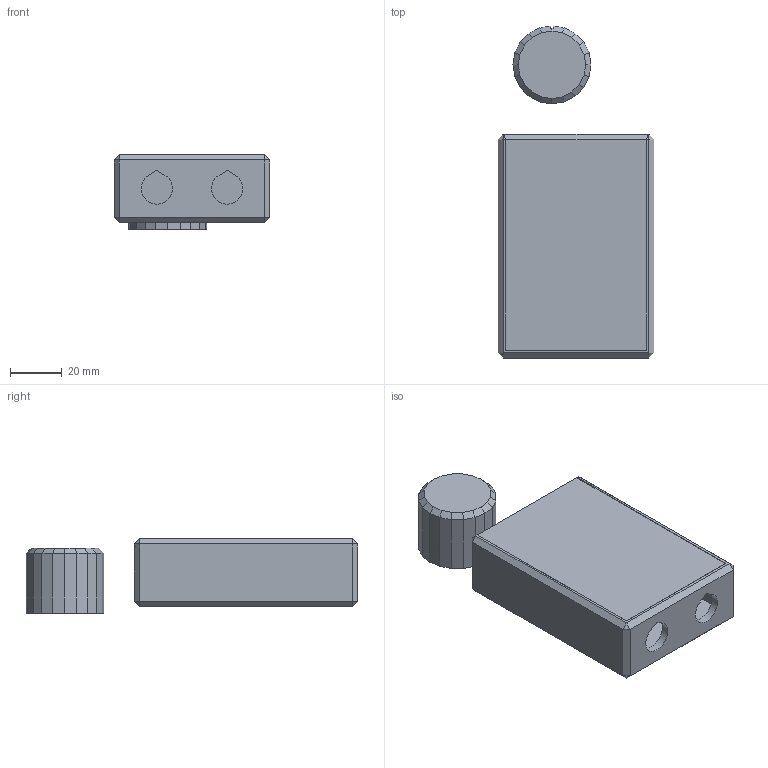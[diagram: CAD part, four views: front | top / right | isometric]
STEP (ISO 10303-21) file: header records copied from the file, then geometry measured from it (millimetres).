
FILE_DESCRIPTION(/* description */ (''),/* implementation_level */ '2;1');
FILE_NAME(/* name */ 'LearningKitPotiBox.stp',/* time_stamp */ '2025-04-01T14:48:31+02:00',/* author */ ('Maximilian Hock'),/* organization */ (''),/* preprocessor_version */ 'ST-DEVELOPER v20',/* originating_system */ 'Autodesk Inventor 2024',/* authorisation */ '');
FILE_SCHEMA (('AUTOMOTIVE_DESIGN { 1 0 10303 214 3 1 1 }'));
Length unit declared in the file: millimetre
Products named in the file (4): PotiBox; PotiBoxCase; PotiBoxKnob; PotiBoxLid
Assembly tree (3 placements, depth 2):
  PotiBox
    PotiBoxCase
    PotiBoxKnob
    PotiBoxLid
Bounding box: 60 x 127.7 x 28.63 mm (x, y, z)
Volume: 61423 mm3; surface area: 37123.6 mm2
Topology: 3 solids, 3 shells, 106 faces, 251 edges, 153 vertices
Faces by surface type: plane 101, cylinder 5
Full cylindrical faces by diameter (mm): 6.34 x1, 10.41 x1, 10.525 x1
Entity records: 3102 total; most frequent: CARTESIAN_POINT 517, ORIENTED_EDGE 502, DIRECTION 491, EDGE_CURVE 251, LINE 237, VECTOR 237, VERTEX_POINT 153, AXIS2_PLACEMENT_3D 127
